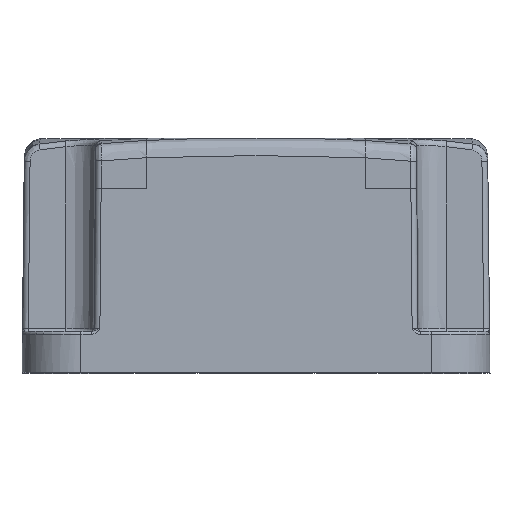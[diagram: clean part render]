
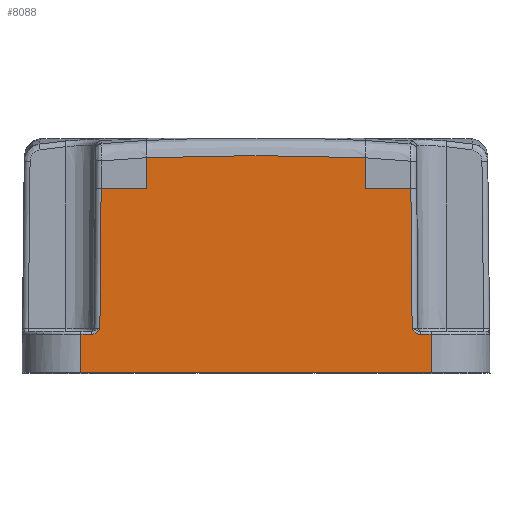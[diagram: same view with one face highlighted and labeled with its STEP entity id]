
A CAD part, top view. The second image highlights one B-rep face of the part: STEP entity #8088.
In plain terms, the highlighted planar face has unit normal (0, 0.011, 1).
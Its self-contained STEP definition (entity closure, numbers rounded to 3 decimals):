
#1359=DIRECTION('',(-1.,0.,0.));
#1360=VECTOR('',#1359,7.787);
#1361=CARTESIAN_POINT('',(-18.689,-8.55,39.671));
#1362=LINE('',#1361,#1360);
#1490=DIRECTION('',(0.,-1.,0.01));
#1491=VECTOR('',#1490,5.229);
#1492=CARTESIAN_POINT('',(-18.689,-3.322,
39.616));
#1493=LINE('',#1492,#1491);
#1498=DIRECTION('',(0.009,1.,-0.01));
#1499=VECTOR('',#1498,23.957);
#1500=CARTESIAN_POINT('',(-26.685,-32.505,
39.922));
#1501=LINE('',#1500,#1499);
#1502=CARTESIAN_POINT('',(-18.689,-3.322,
39.616));
#1503=CARTESIAN_POINT('',(-18.364,-3.305,
39.616));
#1504=CARTESIAN_POINT('',(-17.005,-3.235,
39.615));
#1505=CARTESIAN_POINT('',(-14.686,-3.144,
39.614));
#1506=CARTESIAN_POINT('',(-11.752,-3.062,
39.613));
#1507=CARTESIAN_POINT('',(-8.917,-3.01,
39.613));
#1508=CARTESIAN_POINT('',(-6.111,-2.977,
39.612));
#1509=CARTESIAN_POINT('',(-3.324,-2.959,
39.612));
#1510=CARTESIAN_POINT('',(-0.557,-2.952,
39.612));
#1511=CARTESIAN_POINT('',(2.196,-2.954,39.612));
#1512=CARTESIAN_POINT('',(4.947,-2.968,39.612));
#1513=CARTESIAN_POINT('',(7.697,-2.994,39.612));
#1514=CARTESIAN_POINT('',(10.451,-3.036,39.613));
#1515=CARTESIAN_POINT('',(13.234,-3.1,39.614));
#1516=CARTESIAN_POINT('',(15.983,-3.191,39.615));
#1517=CARTESIAN_POINT('',(17.809,-3.275,39.615));
#1518=CARTESIAN_POINT('',(18.689,-3.322,39.616));
#1520=DIRECTION('',(0.009,-1.,0.01));
#1521=VECTOR('',#1520,23.957);
#1522=CARTESIAN_POINT('',(26.476,-8.55,39.671));
#1523=LINE('',#1522,#1521);
#1524=CARTESIAN_POINT('',(26.685,-32.505,39.922));
#1525=CARTESIAN_POINT('',(26.685,-32.505,39.922));
#1526=CARTESIAN_POINT('',(26.714,-32.546,39.922));
#1527=CARTESIAN_POINT('',(26.774,-32.632,39.923));
#1528=CARTESIAN_POINT('',(26.875,-32.768,39.924));
#1529=CARTESIAN_POINT('',(26.996,-32.919,39.926));
#1530=CARTESIAN_POINT('',(27.149,-33.083,39.928));
#1531=CARTESIAN_POINT('',(27.337,-33.242,39.929));
#1532=CARTESIAN_POINT('',(27.558,-33.376,39.931));
#1533=CARTESIAN_POINT('',(27.811,-33.47,39.932));
#1534=CARTESIAN_POINT('',(27.997,-33.495,39.932));
#1535=CARTESIAN_POINT('',(28.095,-33.495,39.932));
#1536=CARTESIAN_POINT('',(28.095,-33.495,39.932));
#1538=DIRECTION('',(0.01,-1.,0.01));
#1539=VECTOR('',#1538,6.506);
#1540=CARTESIAN_POINT('',(29.932,-33.495,39.932));
#1541=LINE('',#1540,#1539);
#1542=DIRECTION('',(0.01,1.,-0.01));
#1543=VECTOR('',#1542,6.506);
#1544=CARTESIAN_POINT('',(-30.001,-40.,
40.));
#1545=LINE('',#1544,#1543);
#1546=CARTESIAN_POINT('',(-26.685,-32.505,
39.922));
#1547=CARTESIAN_POINT('',(-26.744,-32.591,
39.922));
#1548=CARTESIAN_POINT('',(-26.86,-32.75,
39.924));
#1549=CARTESIAN_POINT('',(-27.024,-32.953,
39.926));
#1550=CARTESIAN_POINT('',(-27.185,-33.116,
39.928));
#1551=CARTESIAN_POINT('',(-27.341,-33.242,
39.929));
#1552=CARTESIAN_POINT('',(-27.496,-33.339,
39.93));
#1553=CARTESIAN_POINT('',(-27.65,-33.411,
39.931));
#1554=CARTESIAN_POINT('',(-27.801,-33.46,
39.932));
#1555=CARTESIAN_POINT('',(-27.95,-33.489,
39.932));
#1556=CARTESIAN_POINT('',(-28.047,-33.495,
39.932));
#1557=CARTESIAN_POINT('',(-28.095,-33.495,
39.932));
#1564=DIRECTION('',(-1.,0.,0.));
#1565=VECTOR('',#1564,1.837);
#1566=CARTESIAN_POINT('',(-28.095,-33.495,
39.932));
#1567=LINE('',#1566,#1565);
#1693=CARTESIAN_POINT('',(-30.,-40.,40.));
#1695=DIRECTION('',(1.,0.,0.));
#1696=VECTOR('',#1695,60.001);
#1697=CARTESIAN_POINT('',(-30.001,-40.,
40.));
#1698=LINE('',#1697,#1696);
#2935=CARTESIAN_POINT('',(29.932,-33.495,39.932));
#3508=DIRECTION('',(-1.,0.,0.));
#3509=VECTOR('',#3508,1.837);
#3510=CARTESIAN_POINT('',(29.932,-33.495,39.932));
#3511=LINE('',#3510,#3509);
#3547=CARTESIAN_POINT('',(26.476,-8.55,39.671));
#3549=DIRECTION('',(-1.,0.,0.));
#3550=VECTOR('',#3549,7.787);
#3551=CARTESIAN_POINT('',(26.476,-8.55,39.671));
#3552=LINE('',#3551,#3550);
#3657=DIRECTION('',(0.,1.,-0.01));
#3658=VECTOR('',#3657,5.229);
#3659=CARTESIAN_POINT('',(18.689,-8.55,39.671));
#3660=LINE('',#3659,#3658);
#5028=VERTEX_POINT('',#1693);
#5029=CARTESIAN_POINT('',(30.001,-40.,40.));
#5030=VERTEX_POINT('',#5029);
#5208=CARTESIAN_POINT('',(-18.689,-8.55,39.671));
#5209=CARTESIAN_POINT('',(-26.476,-8.55,39.671));
#5210=VERTEX_POINT('',#5208);
#5211=VERTEX_POINT('',#5209);
#5219=VERTEX_POINT('',#3547);
#5220=CARTESIAN_POINT('',(18.689,-8.55,39.671));
#5221=VERTEX_POINT('',#5220);
#5282=VERTEX_POINT('',#2935);
#5283=VERTEX_POINT('',#1546);
#5284=VERTEX_POINT('',#1557);
#5285=CARTESIAN_POINT('',(-18.689,-3.322,
39.616));
#5286=VERTEX_POINT('',#5285);
#5287=VERTEX_POINT('',#1518);
#5288=CARTESIAN_POINT('',(26.685,-32.505,39.922));
#5289=VERTEX_POINT('',#5288);
#5290=VERTEX_POINT('',#1536);
#5291=CARTESIAN_POINT('',(-29.932,-33.495,
39.932));
#5292=VERTEX_POINT('',#5291);
#8056=CARTESIAN_POINT('',(42.493,-40.,40.));
#8057=DIRECTION('',(0.,0.01,1.));
#8058=DIRECTION('',(-1.,0.,0.));
#8059=AXIS2_PLACEMENT_3D('',#8056,#8057,#8058);
#8060=PLANE('',#8059);
#8062=ORIENTED_EDGE('',*,*,#8061,.F.);
#8064=ORIENTED_EDGE('',*,*,#8063,.T.);
#8065=ORIENTED_EDGE('',*,*,#7687,.F.);
#8066=ORIENTED_EDGE('',*,*,#8042,.F.);
#8067=ORIENTED_EDGE('',*,*,#5822,.T.);
#8069=ORIENTED_EDGE('',*,*,#8068,.F.);
#8071=ORIENTED_EDGE('',*,*,#8070,.F.);
#8073=ORIENTED_EDGE('',*,*,#8072,.T.);
#8075=ORIENTED_EDGE('',*,*,#8074,.T.);
#8077=ORIENTED_EDGE('',*,*,#8076,.F.);
#8079=ORIENTED_EDGE('',*,*,#8078,.T.);
#8081=ORIENTED_EDGE('',*,*,#8080,.F.);
#8083=ORIENTED_EDGE('',*,*,#8082,.T.);
#8085=ORIENTED_EDGE('',*,*,#8084,.F.);
#8086=EDGE_LOOP('',(#8062,#8064,#8065,#8066,#8067,#8069,#8071,#8073,#8075,#8077,
#8079,#8081,#8083,#8085));
#8087=FACE_OUTER_BOUND('',#8086,.F.);
#8088=ADVANCED_FACE('',(#8087),#8060,.T.);
#1519=B_SPLINE_CURVE_WITH_KNOTS('',3,(#1502,#1503,#1504,#1505,#1506,#1507,#1508,
#1509,#1510,#1511,#1512,#1513,#1514,#1515,#1516,#1517,#1518),.UNSPECIFIED.,.F.,
.F.,(4,1,1,1,1,1,1,1,1,1,1,1,1,1,4),(0.,0.026,0.11,
0.187,0.262,0.337,0.412,
0.485,0.559,0.632,0.706,
0.779,0.853,0.929,1.),.UNSPECIFIED.);
#1537=B_SPLINE_CURVE_WITH_KNOTS('',3,(#1524,#1525,#1526,#1527,#1528,#1529,#1530,
#1531,#1532,#1533,#1534,#1535,#1536),.UNSPECIFIED.,.F.,.F.,(4,1,1,1,1,1,1,1,1,1,
4),(0.,0.,0.093,0.196,
0.311,0.441,0.581,0.717,
0.85,1.,1.),.UNSPECIFIED.);
#1558=B_SPLINE_CURVE_WITH_KNOTS('',3,(#1546,#1547,#1548,#1549,#1550,#1551,#1552,
#1553,#1554,#1555,#1556,#1557),.UNSPECIFIED.,.F.,.F.,(4,1,1,1,1,1,1,1,1,4),
(0.,0.111,0.222,0.333,0.444,
0.556,0.667,0.778,0.889,1.),
.UNSPECIFIED.);
#5822=EDGE_CURVE('',#5286,#5287,#1519,.T.);
#7687=EDGE_CURVE('',#5210,#5211,#1362,.T.);
#8042=EDGE_CURVE('',#5286,#5210,#1493,.T.);
#8061=EDGE_CURVE('',#5283,#5284,#1558,.T.);
#8063=EDGE_CURVE('',#5283,#5211,#1501,.T.);
#8068=EDGE_CURVE('',#5221,#5287,#3660,.T.);
#8070=EDGE_CURVE('',#5219,#5221,#3552,.T.);
#8072=EDGE_CURVE('',#5219,#5289,#1523,.T.);
#8074=EDGE_CURVE('',#5289,#5290,#1537,.T.);
#8076=EDGE_CURVE('',#5282,#5290,#3511,.T.);
#8078=EDGE_CURVE('',#5282,#5030,#1541,.T.);
#8080=EDGE_CURVE('',#5028,#5030,#1698,.T.);
#8082=EDGE_CURVE('',#5028,#5292,#1545,.T.);
#8084=EDGE_CURVE('',#5284,#5292,#1567,.T.);
